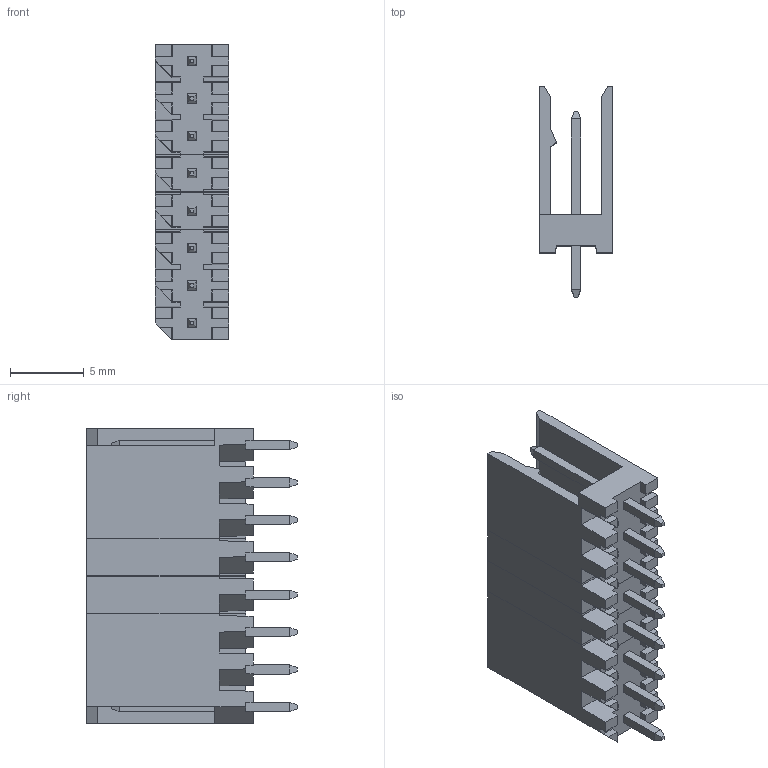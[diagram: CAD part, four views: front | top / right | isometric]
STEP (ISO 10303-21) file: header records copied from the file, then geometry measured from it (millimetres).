
FILE_DESCRIPTION(/* description */ ('Unknown'),/* implementation_level */ '2;1');
FILE_NAME(/* name */ '66100811622',/* time_stamp */ '2018-06-08T14:49:31+02:00',/* author */ ('Unknown'),/* organization */ ('Unknown'),/* preprocessor_version */ 'ST-DEVELOPER v16.7',/* originating_system */ 'DEX',/* authorisation */ $);
FILE_SCHEMA (('AUTOMOTIVE_DESIGN {1 0 10303 214 3 1 1}'));
Length unit declared in the file: millimetre
Products named in the file (4): 6610xx11622; 66100811622; 6610xx11622_07_20_DX; 6610xx11622_07_20_SX
Assembly tree (3 placements, depth 2):
  6610xx11622
    66100811622
    6610xx11622_07_20_DX
    6610xx11622_07_20_SX
Bounding box: 5 x 14.3 x 20.02 mm (x, y, z)
Volume: 474 mm3; surface area: 1431.6 mm2
Topology: 4 solids, 4 shells, 390 faces, 1081 edges, 699 vertices
Faces by surface type: plane 388, cylinder 2
Entity records: 14950 total; most frequent: CARTESIAN_POINT 2174, ORIENTED_EDGE 2162, DIRECTION 1873, EDGE_CURVE 1081, LINE 1077, VECTOR 1077, VERTEX_POINT 699, EDGE_LOOP 406
